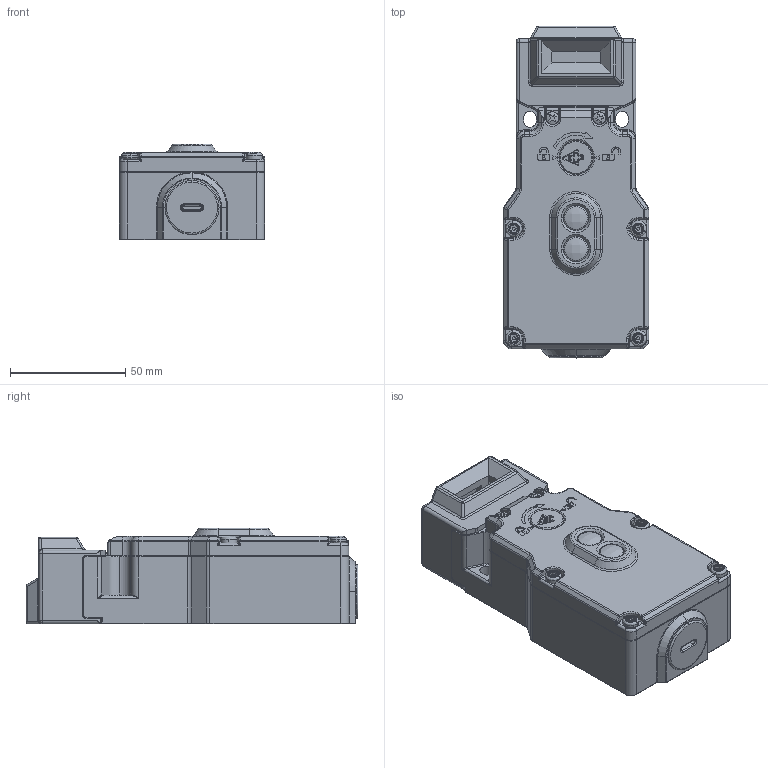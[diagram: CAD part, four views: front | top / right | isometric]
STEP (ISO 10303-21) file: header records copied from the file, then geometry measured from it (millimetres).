
FILE_DESCRIPTION (( 'STEP AP214' ), '1' );
FILE_NAME ('KL1-SS-220302.step', '2017-09-27T14:50:16', ( '' ), ( '' ), 'SwSTEP 2.0', 'SolidWorks 2017', '' );
FILE_SCHEMA (( 'AUTOMOTIVE_DESIGN' ));
Length unit declared in the file: inch
Products named in the file (1): KL1-SS-220302
Bounding box: 63 x 144 x 41.5 mm (x, y, z)
Volume: 104024.6 mm3; surface area: 76629.7 mm2
Topology: 18 solids, 18 shells, 3047 faces, 7566 edges, 4542 vertices
Faces by surface type: cylinder 1225, plane 909, bspline 733, cone 180
Entity records: 111900 total; most frequent: CARTESIAN_POINT 43663, ORIENTED_EDGE 14906, DIRECTION 13598, EDGE_CURVE 7453, AXIS2_PLACEMENT_3D 5057, VERTEX_POINT 4542, LINE 3484, VECTOR 3484
